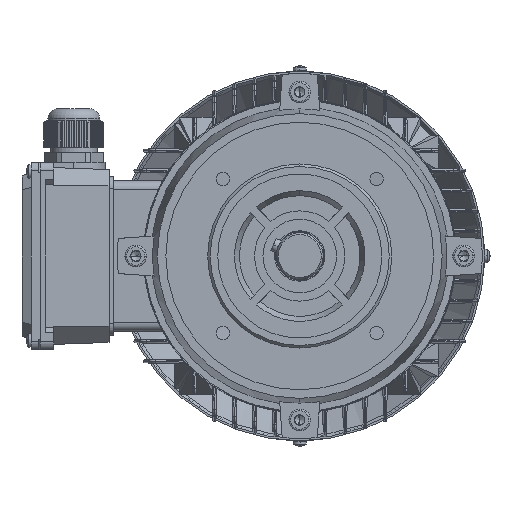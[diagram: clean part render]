
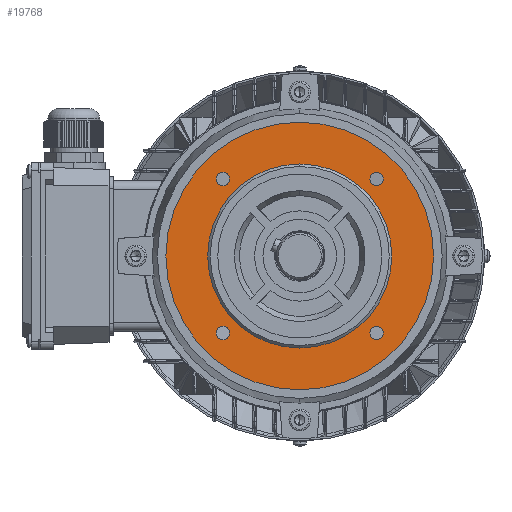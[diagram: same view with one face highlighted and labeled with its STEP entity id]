
A CAD part, left-side view. The second image highlights one B-rep face of the part: STEP entity #19768.
In plain terms, the highlighted face is planar.
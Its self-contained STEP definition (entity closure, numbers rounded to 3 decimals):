
#11478 = CARTESIAN_POINT ( 'NONE',  ( 49.962, 45.962, 37.439 ) ) ;
#11479 = CARTESIAN_POINT ( 'NONE',  ( 41.962, 45.962, 37.439 ) ) ;
#11661 = CIRCLE ( 'NONE', #11727, 4. ) ;
#11668 = CARTESIAN_POINT ( 'NONE',  ( 41.962, -45.962, 37.439 ) ) ;
#11702 = CARTESIAN_POINT ( 'NONE',  ( -41.962, -45.962, 37.439 ) ) ;
#11703 = DIRECTION ( 'NONE',  ( 1., 0., 0. ) ) ;
#11704 = DIRECTION ( 'NONE',  ( 0., 0., 1. ) ) ;
#11705 = AXIS2_PLACEMENT_3D ( 'NONE', #11712, #11704, #11703 ) ;
#11706 = CIRCLE ( 'NONE', #11705, 4. ) ;
#11712 = CARTESIAN_POINT ( 'NONE',  ( -45.962, -45.962, 37.439 ) ) ;
#11723 = CARTESIAN_POINT ( 'NONE',  ( 49.962, -45.962, 37.439 ) ) ;
#11724 = DIRECTION ( 'NONE',  ( 1., 0., 0. ) ) ;
#11725 = DIRECTION ( 'NONE',  ( 0., 0., 1. ) ) ;
#11726 = CARTESIAN_POINT ( 'NONE',  ( 45.962, -45.962, 37.439 ) ) ;
#11727 = AXIS2_PLACEMENT_3D ( 'NONE', #11726, #11725, #11724 ) ;
#11761 = CIRCLE ( 'NONE', #11817, 4. ) ;
#11762 = CARTESIAN_POINT ( 'NONE',  ( -49.962, -45.962, 37.439 ) ) ;
#11790 = CARTESIAN_POINT ( 'NONE',  ( -49.962, 45.962, 37.439 ) ) ;
#11814 = DIRECTION ( 'NONE',  ( 1., 0., 0. ) ) ;
#11815 = DIRECTION ( 'NONE',  ( 0., 0., 1. ) ) ;
#11816 = CARTESIAN_POINT ( 'NONE',  ( 45.962, 45.962, 37.439 ) ) ;
#11817 = AXIS2_PLACEMENT_3D ( 'NONE', #11816, #11815, #11814 ) ;
#11950 = CARTESIAN_POINT ( 'NONE',  ( -41.962, 45.962, 37.439 ) ) ;
#11952 = DIRECTION ( 'NONE',  ( 1., 0., 0. ) ) ;
#11953 = DIRECTION ( 'NONE',  ( 0., 0., 1. ) ) ;
#11954 = CARTESIAN_POINT ( 'NONE',  ( -45.962, 45.962, 37.439 ) ) ;
#11955 = AXIS2_PLACEMENT_3D ( 'NONE', #11954, #11953, #11952 ) ;
#11956 = CIRCLE ( 'NONE', #11955, 4. ) ;
#19631 = EDGE_LOOP ( 'NONE', ( #19842, #19809 ) ) ;
#19738 = EDGE_CURVE ( 'NONE', #35322, #35804, #59071, .T. ) ;
#19768 = ADVANCED_FACE ( 'NONE', ( #59349, #59334, #59331, #59328, #59327, #59324 ), #59321, .F. ) ;
#19809 = ORIENTED_EDGE ( 'NONE', *, *, #27781, .F. ) ;
#19842 = ORIENTED_EDGE ( 'NONE', *, *, #19945, .F. ) ;
#19865 = EDGE_LOOP ( 'NONE', ( #19922, #20058 ) ) ;
#19922 = ORIENTED_EDGE ( 'NONE', *, *, #19982, .F. ) ;
#19945 = EDGE_CURVE ( 'NONE', #27782, #27821, #98697, .T. ) ;
#19982 = EDGE_CURVE ( 'NONE', #27776, #27770, #99000, .T. ) ;
#19983 = ORIENTED_EDGE ( 'NONE', *, *, #19738, .T. ) ;
#20058 = ORIENTED_EDGE ( 'NONE', *, *, #27774, .F. ) ;
#20119 = ORIENTED_EDGE ( 'NONE', *, *, #20124, .F. ) ;
#20124 = EDGE_CURVE ( 'NONE', #27683, #27681, #100319, .T. ) ;
#20128 = EDGE_LOOP ( 'NONE', ( #20119, #20246 ) ) ;
#20216 = ORIENTED_EDGE ( 'NONE', *, *, #20217, .F. ) ;
#20217 = EDGE_CURVE ( 'NONE', #27924, #27810, #101213, .T. ) ;
#20225 = ORIENTED_EDGE ( 'NONE', *, *, #27922, .F. ) ;
#20226 = EDGE_LOOP ( 'NONE', ( #20407, #20408 ) ) ;
#20246 = ORIENTED_EDGE ( 'NONE', *, *, #27827, .F. ) ;
#20247 = EDGE_LOOP ( 'NONE', ( #20216, #20225 ) ) ;
#20407 = ORIENTED_EDGE ( 'NONE', *, *, #36453, .F. ) ;
#20408 = ORIENTED_EDGE ( 'NONE', *, *, #20419, .F. ) ;
#20418 = ORIENTED_EDGE ( 'NONE', *, *, #35779, .T. ) ;
#20419 = EDGE_CURVE ( 'NONE', #36657, #36764, #102603, .T. ) ;
#20441 = EDGE_LOOP ( 'NONE', ( #20418, #19983 ) ) ;
#27681 = VERTEX_POINT ( 'NONE', #11479 ) ;
#27683 = VERTEX_POINT ( 'NONE', #11478 ) ;
#27770 = VERTEX_POINT ( 'NONE', #11668 ) ;
#27774 = EDGE_CURVE ( 'NONE', #27770, #27776, #11661, .T. ) ;
#27776 = VERTEX_POINT ( 'NONE', #11723 ) ;
#27781 = EDGE_CURVE ( 'NONE', #27821, #27782, #11706, .T. ) ;
#27782 = VERTEX_POINT ( 'NONE', #11702 ) ;
#27810 = VERTEX_POINT ( 'NONE', #11790 ) ;
#27821 = VERTEX_POINT ( 'NONE', #11762 ) ;
#27827 = EDGE_CURVE ( 'NONE', #27681, #27683, #11761, .T. ) ;
#27922 = EDGE_CURVE ( 'NONE', #27810, #27924, #11956, .T. ) ;
#27924 = VERTEX_POINT ( 'NONE', #11950 ) ;
#35322 = VERTEX_POINT ( 'NONE', #70827 ) ;
#35779 = EDGE_CURVE ( 'NONE', #35804, #35322, #73961, .T. ) ;
#35804 = VERTEX_POINT ( 'NONE', #74103 ) ;
#36453 = EDGE_CURVE ( 'NONE', #36764, #36657, #78364, .T. ) ;
#36657 = VERTEX_POINT ( 'NONE', #79527 ) ;
#36764 = VERTEX_POINT ( 'NONE', #80178 ) ;
#59065 = DIRECTION ( 'NONE',  ( -1., 0., 0. ) ) ;
#59066 = DIRECTION ( 'NONE',  ( 0., 0., -1. ) ) ;
#59068 = CARTESIAN_POINT ( 'NONE',  ( 0., 0., 37.439 ) ) ;
#59069 = AXIS2_PLACEMENT_3D ( 'NONE', #59068, #59066, #59065 ) ;
#59071 = CIRCLE ( 'NONE', #59069, 55. ) ;
#59302 = DIRECTION ( 'NONE',  ( -1., 0., 0. ) ) ;
#59306 = DIRECTION ( 'NONE',  ( 0., 0., -1. ) ) ;
#59309 = AXIS2_PLACEMENT_3D ( 'NONE', #59320, #59306, #59302 ) ;
#59320 = CARTESIAN_POINT ( 'NONE',  ( -80., 0., 37.439 ) ) ;
#59321 = PLANE ( 'NONE',  #59309 ) ;
#59324 = FACE_BOUND ( 'NONE', #20441, .T. ) ;
#59327 = FACE_OUTER_BOUND ( 'NONE', #20226, .T. ) ;
#59328 = FACE_BOUND ( 'NONE', #20247, .T. ) ;
#59331 = FACE_BOUND ( 'NONE', #20128, .T. ) ;
#59334 = FACE_BOUND ( 'NONE', #19865, .T. ) ;
#59349 = FACE_BOUND ( 'NONE', #19631, .T. ) ;
#70827 = CARTESIAN_POINT ( 'NONE',  ( 55., 0., 37.439 ) ) ;
#73954 = CARTESIAN_POINT ( 'NONE',  ( 0., 0., 37.439 ) ) ;
#73957 = AXIS2_PLACEMENT_3D ( 'NONE', #73954, #74217, #74214 ) ;
#73961 = CIRCLE ( 'NONE', #73957, 55. ) ;
#74103 = CARTESIAN_POINT ( 'NONE',  ( -55., 0., 37.439 ) ) ;
#74214 = DIRECTION ( 'NONE',  ( -1., 0., 0. ) ) ;
#74217 = DIRECTION ( 'NONE',  ( 0., 0., -1. ) ) ;
#78356 = DIRECTION ( 'NONE',  ( -1., 0., 0. ) ) ;
#78359 = DIRECTION ( 'NONE',  ( 0., 0., -1. ) ) ;
#78361 = CARTESIAN_POINT ( 'NONE',  ( 0., 0., 37.439 ) ) ;
#78363 = AXIS2_PLACEMENT_3D ( 'NONE', #78361, #78359, #78356 ) ;
#78364 = CIRCLE ( 'NONE', #78363, 80. ) ;
#79527 = CARTESIAN_POINT ( 'NONE',  ( 80., 0., 37.439 ) ) ;
#80178 = CARTESIAN_POINT ( 'NONE',  ( -80., 0., 37.439 ) ) ;
#98692 = DIRECTION ( 'NONE',  ( 1., 0., 0. ) ) ;
#98693 = DIRECTION ( 'NONE',  ( 0., 0., 1. ) ) ;
#98695 = CARTESIAN_POINT ( 'NONE',  ( -45.962, -45.962, 37.439 ) ) ;
#98696 = AXIS2_PLACEMENT_3D ( 'NONE', #98695, #98693, #98692 ) ;
#98697 = CIRCLE ( 'NONE', #98696, 4. ) ;
#98872 = DIRECTION ( 'NONE',  ( 1., 0., 0. ) ) ;
#98874 = DIRECTION ( 'NONE',  ( 0., 0., 1. ) ) ;
#98878 = CARTESIAN_POINT ( 'NONE',  ( 45.962, -45.962, 37.439 ) ) ;
#98880 = AXIS2_PLACEMENT_3D ( 'NONE', #98878, #98874, #98872 ) ;
#99000 = CIRCLE ( 'NONE', #98880, 4. ) ;
#100313 = DIRECTION ( 'NONE',  ( 1., 0., 0. ) ) ;
#100314 = DIRECTION ( 'NONE',  ( 0., 0., 1. ) ) ;
#100316 = CARTESIAN_POINT ( 'NONE',  ( 45.962, 45.962, 37.439 ) ) ;
#100317 = AXIS2_PLACEMENT_3D ( 'NONE', #100316, #100314, #100313 ) ;
#100319 = CIRCLE ( 'NONE', #100317, 4. ) ;
#101151 = CARTESIAN_POINT ( 'NONE',  ( -45.962, 45.962, 37.439 ) ) ;
#101207 = DIRECTION ( 'NONE',  ( 1., 0., 0. ) ) ;
#101209 = DIRECTION ( 'NONE',  ( 0., 0., 1. ) ) ;
#101211 = AXIS2_PLACEMENT_3D ( 'NONE', #101151, #101209, #101207 ) ;
#101213 = CIRCLE ( 'NONE', #101211, 4. ) ;
#101322 = DIRECTION ( 'NONE',  ( 0., 0., -1. ) ) ;
#101991 = DIRECTION ( 'NONE',  ( -1., 0., 0. ) ) ;
#102599 = CARTESIAN_POINT ( 'NONE',  ( 0., 0., 37.439 ) ) ;
#102601 = AXIS2_PLACEMENT_3D ( 'NONE', #102599, #101322, #101991 ) ;
#102603 = CIRCLE ( 'NONE', #102601, 80. ) ;
